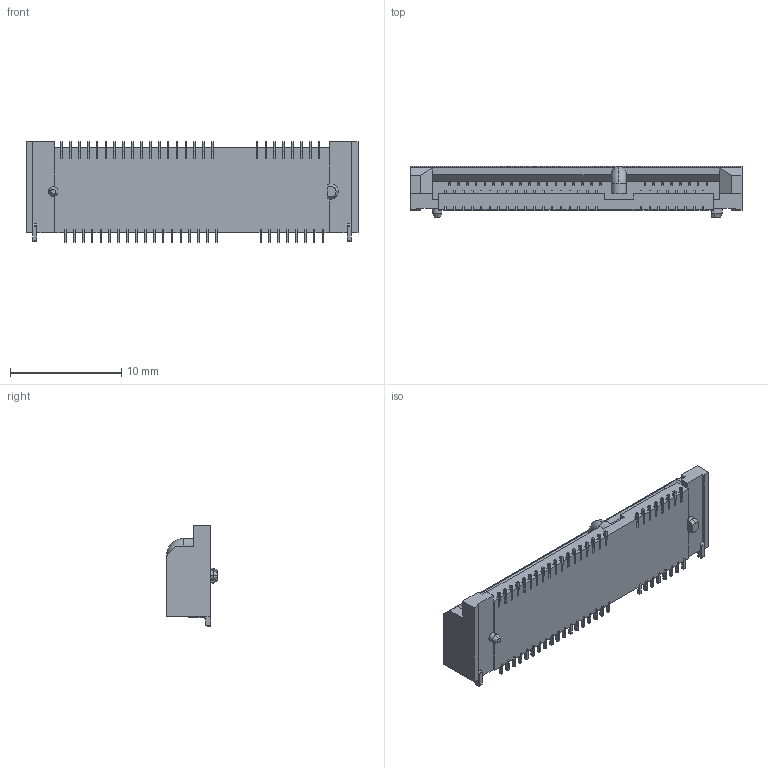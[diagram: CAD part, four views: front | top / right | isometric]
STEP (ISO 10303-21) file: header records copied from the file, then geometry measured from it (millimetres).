
FILE_DESCRIPTION(('STEP AP203'),'1');
FILE_NAME('1-1775861-2.stp','2020-06-01T09:29:38',('TraceParts'),('TraceParts S.A.'),'Spatial InterOp 3D',' ',' ');
FILE_SCHEMA(('CONFIG_CONTROL_DESIGN'));
Length unit declared in the file: millimetre
Products named in the file (1): 1
Bounding box: 29.9 x 4.65 x 9.09 mm (x, y, z)
Volume: 681.1 mm3; surface area: 967.4 mm2
Topology: 1 solids, 1 shells, 1128 faces, 3317 edges, 2191 vertices
Faces by surface type: plane 637, cylinder 482, cone 7, torus 2
Entity records: 37679 total; most frequent: CARTESIAN_POINT 6667, ORIENTED_EDGE 6634, DIRECTION 6553, EDGE_CURVE 3317, LINE 2327, VECTOR 2327, VERTEX_POINT 2191, AXIS2_PLACEMENT_3D 2113
